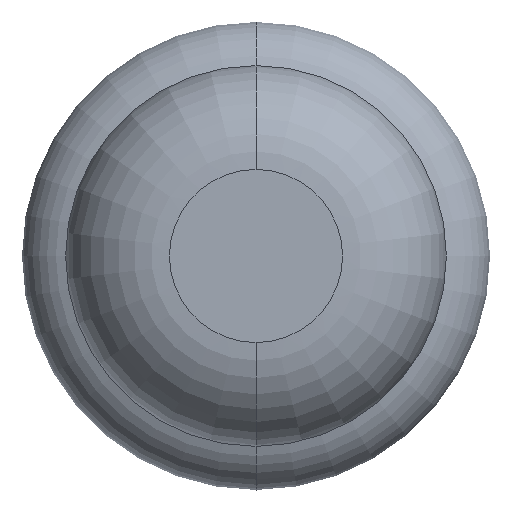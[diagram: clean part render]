
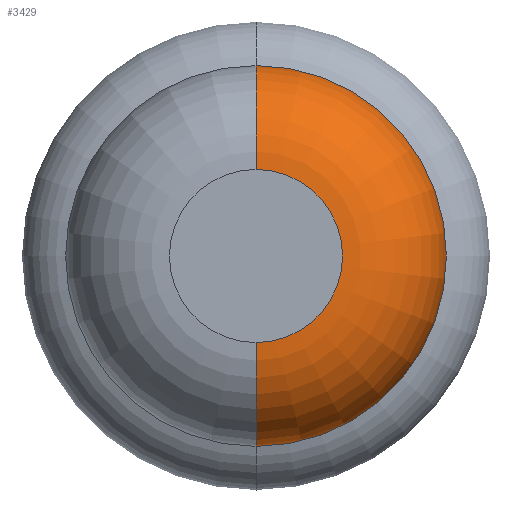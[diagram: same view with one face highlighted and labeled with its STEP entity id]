
A CAD part, front view. The second image highlights one B-rep face of the part: STEP entity #3429.
In plain terms, the highlighted toroidal (fillet/blend) face has major radius 0.375 mm and minor radius 0.45 mm.
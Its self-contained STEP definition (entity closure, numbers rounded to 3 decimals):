
#35 = DIRECTION ( 'NONE',  ( 0., 0., 1. ) ) ;
#138 = DIRECTION ( 'NONE',  ( -1., 0., 0. ) ) ;
#265 = CARTESIAN_POINT ( 'NONE',  ( 0., -9.5, 0. ) ) ;
#365 = DIRECTION ( 'NONE',  ( 1., 0., 0. ) ) ;
#599 = CARTESIAN_POINT ( 'NONE',  ( 0., -9.5, 0.825 ) ) ;
#625 = DIRECTION ( 'NONE',  ( 0., 0., 1. ) ) ;
#669 = AXIS2_PLACEMENT_3D ( 'NONE', #3884, #3611, #3559 ) ;
#673 = DIRECTION ( 'NONE',  ( 0., 0., -1. ) ) ;
#684 = VERTEX_POINT ( 'NONE', #3664 ) ;
#793 = ORIENTED_EDGE ( 'NONE', *, *, #3582, .T. ) ;
#872 = CIRCLE ( 'NONE', #3270, 0.45 ) ;
#898 = VERTEX_POINT ( 'NONE', #599 ) ;
#989 = CARTESIAN_POINT ( 'NONE',  ( 0., -9.5, 0. ) ) ;
#993 = FACE_OUTER_BOUND ( 'NONE', #3387, .T. ) ;
#1046 = ORIENTED_EDGE ( 'NONE', *, *, #2443, .F. ) ;
#1069 = AXIS2_PLACEMENT_3D ( 'NONE', #989, #1332, #35 ) ;
#1156 = VERTEX_POINT ( 'NONE', #1705 ) ;
#1258 = DIRECTION ( 'NONE',  ( 0., 1., 0. ) ) ;
#1310 = AXIS2_PLACEMENT_3D ( 'NONE', #1704, #138, #2036 ) ;
#1332 = DIRECTION ( 'NONE',  ( 0., 1., 0. ) ) ;
#1704 = CARTESIAN_POINT ( 'NONE',  ( 0., -9.5, 0.375 ) ) ;
#1705 = CARTESIAN_POINT ( 'NONE',  ( 0., -9.5, -0.825 ) ) ;
#2036 = DIRECTION ( 'NONE',  ( 0., 0., 1. ) ) ;
#2141 = EDGE_CURVE ( 'NONE', #684, #1156, #872, .T. ) ;
#2196 = EDGE_CURVE ( 'NONE', #3522, #898, #3100, .T. ) ;
#2443 = EDGE_CURVE ( 'NONE', #898, #1156, #2794, .T. ) ;
#2520 = CIRCLE ( 'NONE', #669, 0.375 ) ;
#2794 = CIRCLE ( 'NONE', #1069, 0.825 ) ;
#2993 = AXIS2_PLACEMENT_3D ( 'NONE', #265, #1258, #625 ) ;
#3100 = CIRCLE ( 'NONE', #1310, 0.45 ) ;
#3113 = CARTESIAN_POINT ( 'NONE',  ( 0., -9.95, 0.375 ) ) ;
#3270 = AXIS2_PLACEMENT_3D ( 'NONE', #3524, #365, #673 ) ;
#3387 = EDGE_LOOP ( 'NONE', ( #793, #3771, #1046, #3614 ) ) ;
#3429 = ADVANCED_FACE ( 'NONE', ( #993 ), #3759, .T. ) ;
#3522 = VERTEX_POINT ( 'NONE', #3113 ) ;
#3524 = CARTESIAN_POINT ( 'NONE',  ( 0., -9.5, -0.375 ) ) ;
#3559 = DIRECTION ( 'NONE',  ( 0., 0., 1. ) ) ;
#3582 = EDGE_CURVE ( 'NONE', #3522, #684, #2520, .T. ) ;
#3611 = DIRECTION ( 'NONE',  ( 0., 1., 0. ) ) ;
#3614 = ORIENTED_EDGE ( 'NONE', *, *, #2196, .F. ) ;
#3664 = CARTESIAN_POINT ( 'NONE',  ( 0., -9.95, -0.375 ) ) ;
#3759 = TOROIDAL_SURFACE ( 'NONE', #2993, 0.375, 0.45 ) ;
#3771 = ORIENTED_EDGE ( 'NONE', *, *, #2141, .T. ) ;
#3884 = CARTESIAN_POINT ( 'NONE',  ( 0., -9.95, 0. ) ) ;
